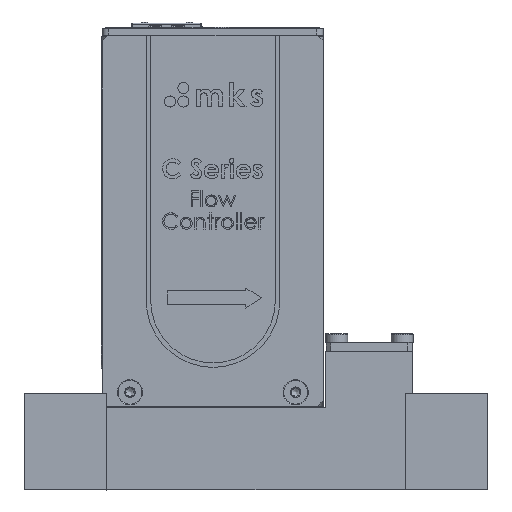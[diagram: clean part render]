
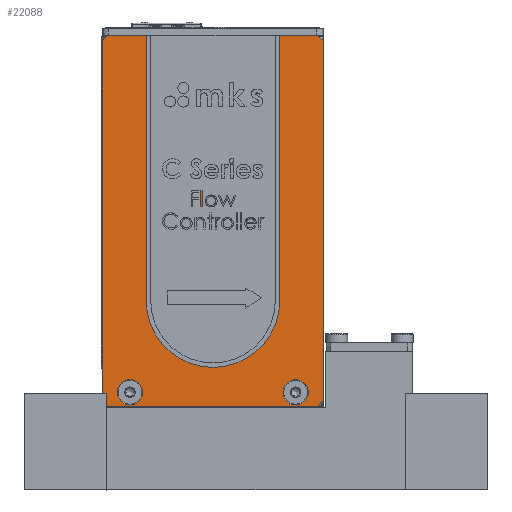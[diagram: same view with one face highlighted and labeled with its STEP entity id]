
A CAD part, top view. The second image highlights one B-rep face of the part: STEP entity #22088.
In plain terms, the highlighted planar face has unit normal (0, 0, 1).
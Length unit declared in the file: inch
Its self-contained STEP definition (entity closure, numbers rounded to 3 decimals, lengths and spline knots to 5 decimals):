
#91 = VERTEX_POINT ( 'NONE', #33240 ) ;
#118 = CARTESIAN_POINT ( 'NONE',  ( 0.86847, 3.001, 0.498 ) ) ;
#209 = FACE_BOUND ( 'NONE', #40353, .T. ) ;
#373 = LINE ( 'NONE', #10353, #34959 ) ;
#1394 = CARTESIAN_POINT ( 'NONE',  ( 1.56347, -0.179, 0.498 ) ) ;
#3848 = VERTEX_POINT ( 'NONE', #13690 ) ;
#3953 = ORIENTED_EDGE ( 'NONE', *, *, #6256, .T. ) ;
#4074 = VECTOR ( 'NONE', #38006, 39.37008 ) ;
#4560 = DIRECTION ( 'NONE',  ( 1., 0., 0. ) ) ;
#4876 = EDGE_CURVE ( 'NONE', #19281, #5468, #33751, .T. ) ;
#4922 = ORIENTED_EDGE ( 'NONE', *, *, #24401, .T. ) ;
#5001 = EDGE_LOOP ( 'NONE', ( #29305 ) ) ;
#5468 = VERTEX_POINT ( 'NONE', #29997 ) ;
#6256 = EDGE_CURVE ( 'NONE', #17509, #91, #18558, .T. ) ;
#6522 = DIRECTION ( 'NONE',  ( 0., 0., 1. ) ) ;
#8401 = VECTOR ( 'NONE', #35363, 39.37008 ) ;
#8801 = DIRECTION ( 'NONE',  ( 1., 0., 0. ) ) ;
#8871 = ORIENTED_EDGE ( 'NONE', *, *, #30527, .F. ) ;
#9003 = AXIS2_PLACEMENT_3D ( 'NONE', #14283, #45918, #18832 ) ;
#9717 = CIRCLE ( 'NONE', #54356, 0.1125 ) ;
#10353 = CARTESIAN_POINT ( 'NONE',  ( -0.35653, -0.179, 0.498 ) ) ;
#10402 = CARTESIAN_POINT ( 'NONE',  ( 0.95447, 3.001, 0.498 ) ) ;
#10700 = FACE_BOUND ( 'NONE', #52557, .T. ) ;
#11626 = EDGE_CURVE ( 'NONE', #55158, #33721, #32498, .T. ) ;
#11851 = DIRECTION ( 'NONE',  ( -1., 0., 0. ) ) ;
#12102 = EDGE_LOOP ( 'NONE', ( #4922, #45113, #19747, #49125, #3953, #49765, #35916, #54397 ) ) ;
#13144 = EDGE_CURVE ( 'NONE', #19361, #19361, #40577, .T. ) ;
#13371 = EDGE_CURVE ( 'NONE', #5468, #3848, #48311, .T. ) ;
#13690 = CARTESIAN_POINT ( 'NONE',  ( 1.56347, -0.179, 0.498 ) ) ;
#13910 = AXIS2_PLACEMENT_3D ( 'NONE', #20517, #52089, #25071 ) ;
#14283 = CARTESIAN_POINT ( 'NONE',  ( -0.35653, -0.179, 0.498 ) ) ;
#17509 = VERTEX_POINT ( 'NONE', #29232 ) ;
#18558 = LINE ( 'NONE', #18948, #30656 ) ;
#18832 = DIRECTION ( 'NONE',  ( -1., 0., 0. ) ) ;
#18938 = CARTESIAN_POINT ( 'NONE',  ( -0.35653, 3.076, 0.498 ) ) ;
#18948 = CARTESIAN_POINT ( 'NONE',  ( 1.61347, -0.179, 0.498 ) ) ;
#19281 = VERTEX_POINT ( 'NONE', #22184 ) ;
#19361 = VERTEX_POINT ( 'NONE', #54077 ) ;
#19524 = CIRCLE ( 'NONE', #20120, 0.086 ) ;
#19747 = ORIENTED_EDGE ( 'NONE', *, *, #13371, .T. ) ;
#20120 = AXIS2_PLACEMENT_3D ( 'NONE', #118, #31627, #4560 ) ;
#20517 = CARTESIAN_POINT ( 'NONE',  ( -0.10753, -0.053, 0.498 ) ) ;
#20559 = DIRECTION ( 'NONE',  ( 0.707, -0.707, 0. ) ) ;
#21040 = ORIENTED_EDGE ( 'NONE', *, *, #13144, .F. ) ;
#21503 = CARTESIAN_POINT ( 'NONE',  ( -0.30653, 3.126, 0.498 ) ) ;
#22088 = ADVANCED_FACE ( 'NONE', ( #209, #46764, #10700, #34810, #57377 ), #45721, .F. ) ;
#22184 = CARTESIAN_POINT ( 'NONE',  ( -0.35653, -0.129, 0.498 ) ) ;
#22672 = CARTESIAN_POINT ( 'NONE',  ( 1.36847, -0.053, 0.498 ) ) ;
#23265 = CARTESIAN_POINT ( 'NONE',  ( 0.00497, -0.053, 0.498 ) ) ;
#24401 = EDGE_CURVE ( 'NONE', #33721, #19281, #373, .T. ) ;
#25071 = DIRECTION ( 'NONE',  ( 1., 0., 0. ) ) ;
#26150 = ORIENTED_EDGE ( 'NONE', *, *, #52314, .F. ) ;
#27212 = DIRECTION ( 'NONE',  ( 1., 0., 0. ) ) ;
#27911 = VERTEX_POINT ( 'NONE', #10402 ) ;
#28078 = DIRECTION ( 'NONE',  ( 0., 1., 0. ) ) ;
#28121 = LINE ( 'NONE', #51811, #4074 ) ;
#28580 = DIRECTION ( 'NONE',  ( 0., -1., 0. ) ) ;
#29232 = CARTESIAN_POINT ( 'NONE',  ( 1.61347, -0.129, 0.498 ) ) ;
#29305 = ORIENTED_EDGE ( 'NONE', *, *, #37057, .F. ) ;
#29896 = CARTESIAN_POINT ( 'NONE',  ( -0.35653, 3.126, 0.498 ) ) ;
#29997 = CARTESIAN_POINT ( 'NONE',  ( -0.30653, -0.179, 0.498 ) ) ;
#30288 = EDGE_CURVE ( 'NONE', #45034, #55158, #45377, .T. ) ;
#30527 = EDGE_CURVE ( 'NONE', #52648, #52648, #54538, .T. ) ;
#30656 = VECTOR ( 'NONE', #28078, 39.37008 ) ;
#31349 = CARTESIAN_POINT ( 'NONE',  ( -0.35653, -0.179, 0.498 ) ) ;
#31627 = DIRECTION ( 'NONE',  ( 0., 0., 1. ) ) ;
#32498 = LINE ( 'NONE', #21503, #8401 ) ;
#33240 = CARTESIAN_POINT ( 'NONE',  ( 1.61347, 3.076, 0.498 ) ) ;
#33465 = VECTOR ( 'NONE', #11851, 39.37008 ) ;
#33621 = CARTESIAN_POINT ( 'NONE',  ( 1.06847, 3.001, 0.498 ) ) ;
#33721 = VERTEX_POINT ( 'NONE', #18938 ) ;
#33751 = LINE ( 'NONE', #52135, #44226 ) ;
#33894 = CARTESIAN_POINT ( 'NONE',  ( -0.30653, 3.126, 0.498 ) ) ;
#34810 = FACE_BOUND ( 'NONE', #5001, .T. ) ;
#34959 = VECTOR ( 'NONE', #28580, 39.37008 ) ;
#35363 = DIRECTION ( 'NONE',  ( -0.707, -0.707, 0. ) ) ;
#35916 = ORIENTED_EDGE ( 'NONE', *, *, #30288, .T. ) ;
#36309 = VECTOR ( 'NONE', #8801, 39.37008 ) ;
#36909 = CARTESIAN_POINT ( 'NONE',  ( 1.48097, -0.053, 0.498 ) ) ;
#37057 = EDGE_CURVE ( 'NONE', #39221, #39221, #9717, .T. ) ;
#37248 = DIRECTION ( 'NONE',  ( 0.707, 0.707, 0. ) ) ;
#37420 = EDGE_LOOP ( 'NONE', ( #26150 ) ) ;
#38006 = DIRECTION ( 'NONE',  ( -0.707, 0.707, 0. ) ) ;
#38076 = DIRECTION ( 'NONE',  ( 1., 0., 0. ) ) ;
#39221 = VERTEX_POINT ( 'NONE', #36909 ) ;
#40353 = EDGE_LOOP ( 'NONE', ( #21040 ) ) ;
#40577 = CIRCLE ( 'NONE', #44356, 0.086 ) ;
#42203 = EDGE_CURVE ( 'NONE', #3848, #17509, #56000, .T. ) ;
#44226 = VECTOR ( 'NONE', #20559, 39.37008 ) ;
#44356 = AXIS2_PLACEMENT_3D ( 'NONE', #33621, #6522, #38076 ) ;
#45034 = VERTEX_POINT ( 'NONE', #55907 ) ;
#45113 = ORIENTED_EDGE ( 'NONE', *, *, #4876, .T. ) ;
#45377 = LINE ( 'NONE', #29896, #33465 ) ;
#45721 = PLANE ( 'NONE',  #9003 ) ;
#45918 = DIRECTION ( 'NONE',  ( 0., 0., -1. ) ) ;
#46764 = FACE_BOUND ( 'NONE', #37420, .T. ) ;
#48311 = LINE ( 'NONE', #31349, #36309 ) ;
#49125 = ORIENTED_EDGE ( 'NONE', *, *, #42203, .T. ) ;
#49765 = ORIENTED_EDGE ( 'NONE', *, *, #56334, .T. ) ;
#51811 = CARTESIAN_POINT ( 'NONE',  ( 1.61347, 3.076, 0.498 ) ) ;
#52089 = DIRECTION ( 'NONE',  ( 0., 0., 1. ) ) ;
#52135 = CARTESIAN_POINT ( 'NONE',  ( -0.35653, -0.129, 0.498 ) ) ;
#52314 = EDGE_CURVE ( 'NONE', #27911, #27911, #19524, .T. ) ;
#52557 = EDGE_LOOP ( 'NONE', ( #8871 ) ) ;
#52648 = VERTEX_POINT ( 'NONE', #23265 ) ;
#54077 = CARTESIAN_POINT ( 'NONE',  ( 1.15447, 3.001, 0.498 ) ) ;
#54272 = DIRECTION ( 'NONE',  ( 0., 0., 1. ) ) ;
#54356 = AXIS2_PLACEMENT_3D ( 'NONE', #22672, #54272, #27212 ) ;
#54397 = ORIENTED_EDGE ( 'NONE', *, *, #11626, .T. ) ;
#54538 = CIRCLE ( 'NONE', #13910, 0.1125 ) ;
#54547 = VECTOR ( 'NONE', #37248, 39.37008 ) ;
#55158 = VERTEX_POINT ( 'NONE', #33894 ) ;
#55907 = CARTESIAN_POINT ( 'NONE',  ( 1.56347, 3.126, 0.498 ) ) ;
#56000 = LINE ( 'NONE', #1394, #54547 ) ;
#56334 = EDGE_CURVE ( 'NONE', #91, #45034, #28121, .T. ) ;
#57377 = FACE_OUTER_BOUND ( 'NONE', #12102, .T. ) ;
